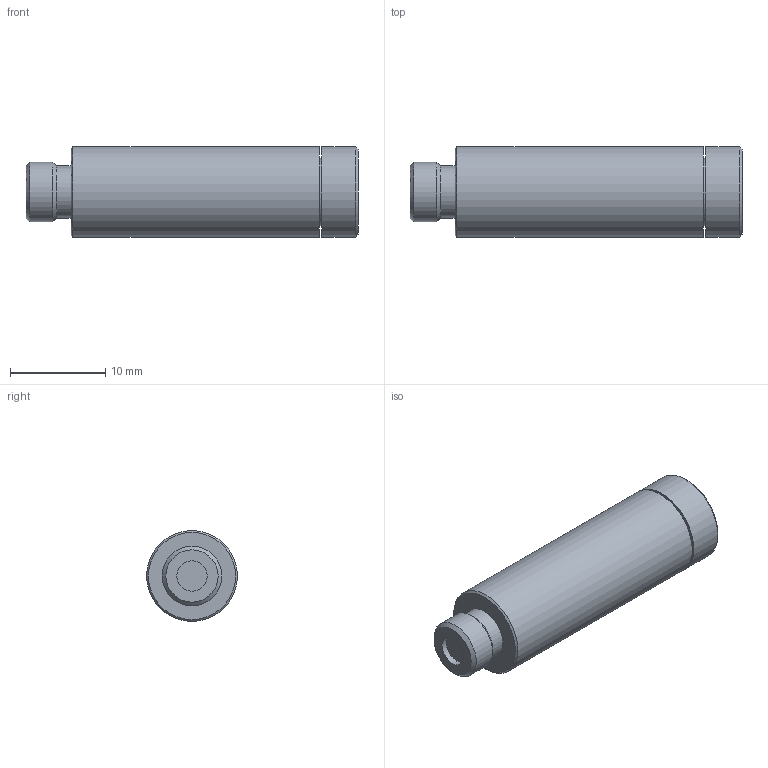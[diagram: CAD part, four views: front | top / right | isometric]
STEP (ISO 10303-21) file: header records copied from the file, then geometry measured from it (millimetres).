
FILE_DESCRIPTION((''),'2;1');
FILE_NAME('flg-sma-2.stp','2013-03-25T09:53:49',('JC'),(''),'Autodesk Inventor 11','Autodesk Inventor 11','');
FILE_SCHEMA(('AUTOMOTIVE_DESIGN { 1 0 10303 214 1 1 1 1 }'));
Length unit declared in the file: inch
Products named in the file (1): flg-sma-21
Bounding box: 34.82 x 9.53 x 9.53 mm (x, y, z)
Volume: 2202 mm3; surface area: 1315.7 mm2
Topology: 1 solids, 3 shells, 28 faces, 47 edges, 32 vertices
Faces by surface type: plane 12, cylinder 10, cone 5, sphere 1
Full cylindrical faces by diameter (mm): 3.188 x1, 5.461 x1, 5.715 x2, 6.248 x1, 6.731 x1, 7.112 x1, 7.315 x1, 9.525 x2
Entity records: 569 total; most frequent: DIRECTION 110, CARTESIAN_POINT 81, AXIS2_PLACEMENT_3D 55, ORIENTED_EDGE 52, EDGE_LOOP 52, FACE_OUTER_BOUND 28, ADVANCED_FACE 28, VERTEX_POINT 26
